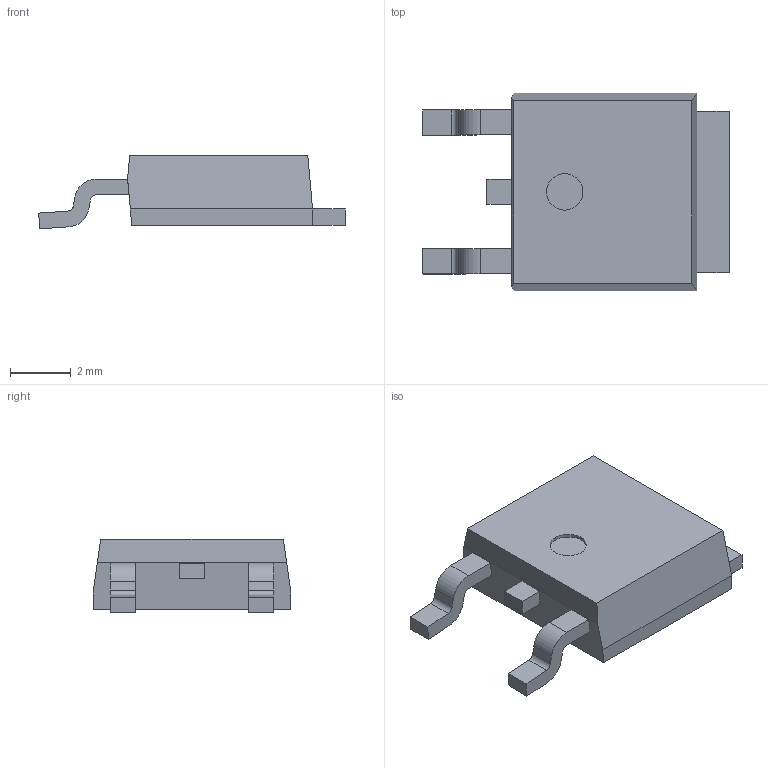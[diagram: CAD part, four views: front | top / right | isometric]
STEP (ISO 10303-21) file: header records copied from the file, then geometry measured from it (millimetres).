
FILE_DESCRIPTION((''),'2;1');
FILE_NAME('KVU0003A_ASM','2017-02-15T',('a0412025'),(''),'CREO PARAMETRIC BY PTC INC, 2016050','CREO PARAMETRIC BY PTC INC, 2016050','');
FILE_SCHEMA(('AUTOMOTIVE_DESIGN { 1 0 10303 214 1 1 1 1 }'));
Length unit declared in the file: millimetre
Products named in the file (5): BODY-TO; HEATSINK-TO252; LEAD-TO; LEAD-MIDDLE; KVU0003A_ASM
Assembly tree (5 placements, depth 2):
  KVU0003A_ASM
    BODY-TO
    HEATSINK-TO252
    LEAD-TO  x2
    LEAD-MIDDLE
Bounding box: 10.11 x 6.53 x 2.43 mm (x, y, z)
Volume: 93.9 mm3; surface area: 221.8 mm2
Topology: 5 solids, 5 shells, 62 faces, 149 edges, 98 vertices
Faces by surface type: plane 52, cylinder 10
Entity records: 2279 total; most frequent: CARTESIAN_POINT 259, DIRECTION 241, ORIENTED_EDGE 226, PRESENTATION_STYLE_ASSIGNMENT 117, STYLED_ITEM 117, CURVE_STYLE 113, EDGE_CURVE 113, VECTOR 101
